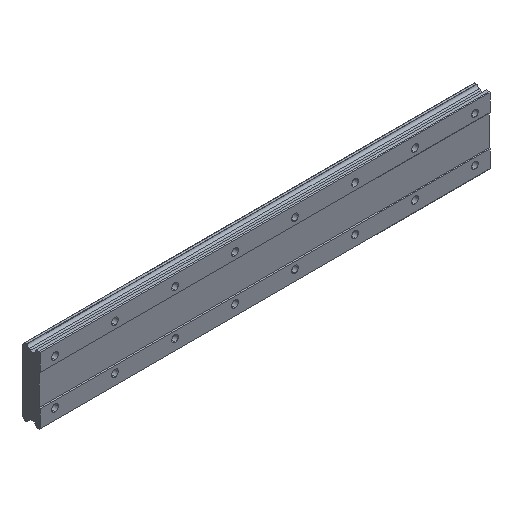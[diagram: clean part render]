
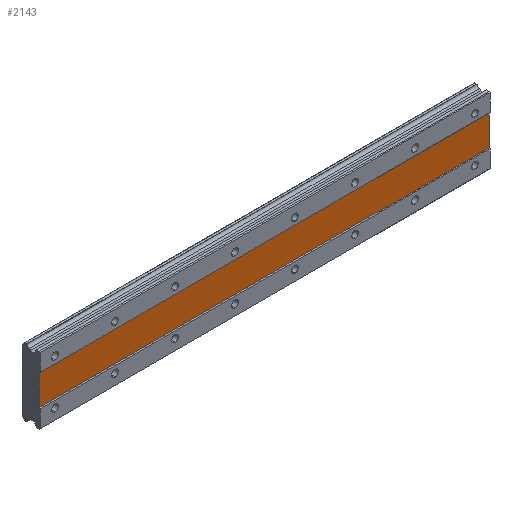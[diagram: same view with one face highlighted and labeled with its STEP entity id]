
A CAD part, isometric view. The second image highlights one B-rep face of the part: STEP entity #2143.
In plain terms, the highlighted planar face has unit normal (0, -1, 0).
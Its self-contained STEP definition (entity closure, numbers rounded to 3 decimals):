
#17 = CARTESIAN_POINT ( 'NONE',  ( -20., 1., -20. ) ) ;
#60 = AXIS2_PLACEMENT_3D ( 'NONE', #2510, #1443, #1170 ) ;
#79 = EDGE_CURVE ( 'NONE', #2799, #1793, #1759, .T. ) ;
#212 = LINE ( 'NONE', #1854, #2796 ) ;
#447 = DIRECTION ( 'NONE',  ( 0., 0., -1. ) ) ;
#562 = LINE ( 'NONE', #1677, #1140 ) ;
#722 = ORIENTED_EDGE ( 'NONE', *, *, #1030, .F. ) ;
#745 = VERTEX_POINT ( 'NONE', #17 ) ;
#1030 = EDGE_CURVE ( 'NONE', #1793, #1875, #212, .T. ) ;
#1062 = ORIENTED_EDGE ( 'NONE', *, *, #1480, .F. ) ;
#1140 = VECTOR ( 'NONE', #2805, 1000. ) ;
#1170 = DIRECTION ( 'NONE',  ( 0., 0., 1. ) ) ;
#1393 = CARTESIAN_POINT ( 'NONE',  ( 580., 1., -20. ) ) ;
#1428 = CARTESIAN_POINT ( 'NONE',  ( 580., 1., 20. ) ) ;
#1443 = DIRECTION ( 'NONE',  ( 0., 1., 0. ) ) ;
#1480 = EDGE_CURVE ( 'NONE', #745, #2799, #1596, .T. ) ;
#1596 = LINE ( 'NONE', #2377, #1926 ) ;
#1677 = CARTESIAN_POINT ( 'NONE',  ( 580., 1., -20. ) ) ;
#1759 = LINE ( 'NONE', #2629, #2105 ) ;
#1793 = VERTEX_POINT ( 'NONE', #1428 ) ;
#1854 = CARTESIAN_POINT ( 'NONE',  ( 580., 1., 20. ) ) ;
#1875 = VERTEX_POINT ( 'NONE', #1393 ) ;
#1926 = VECTOR ( 'NONE', #3251, 1000. ) ;
#2105 = VECTOR ( 'NONE', #2292, 1000. ) ;
#2143 = ADVANCED_FACE ( 'NONE', ( #3066 ), #2530, .F. ) ;
#2292 = DIRECTION ( 'NONE',  ( 1., 0., 0. ) ) ;
#2364 = CARTESIAN_POINT ( 'NONE',  ( -20., 1., 20. ) ) ;
#2377 = CARTESIAN_POINT ( 'NONE',  ( -20., 1., 20. ) ) ;
#2510 = CARTESIAN_POINT ( 'NONE',  ( 580., 1., 20. ) ) ;
#2525 = ORIENTED_EDGE ( 'NONE', *, *, #2581, .F. ) ;
#2530 = PLANE ( 'NONE',  #60 ) ;
#2581 = EDGE_CURVE ( 'NONE', #1875, #745, #562, .T. ) ;
#2629 = CARTESIAN_POINT ( 'NONE',  ( 580., 1., 20. ) ) ;
#2709 = ORIENTED_EDGE ( 'NONE', *, *, #79, .F. ) ;
#2796 = VECTOR ( 'NONE', #447, 1000. ) ;
#2799 = VERTEX_POINT ( 'NONE', #2364 ) ;
#2805 = DIRECTION ( 'NONE',  ( -1., 0., 0. ) ) ;
#3040 = EDGE_LOOP ( 'NONE', ( #2525, #722, #2709, #1062 ) ) ;
#3066 = FACE_OUTER_BOUND ( 'NONE', #3040, .T. ) ;
#3251 = DIRECTION ( 'NONE',  ( 0., 0., 1. ) ) ;
